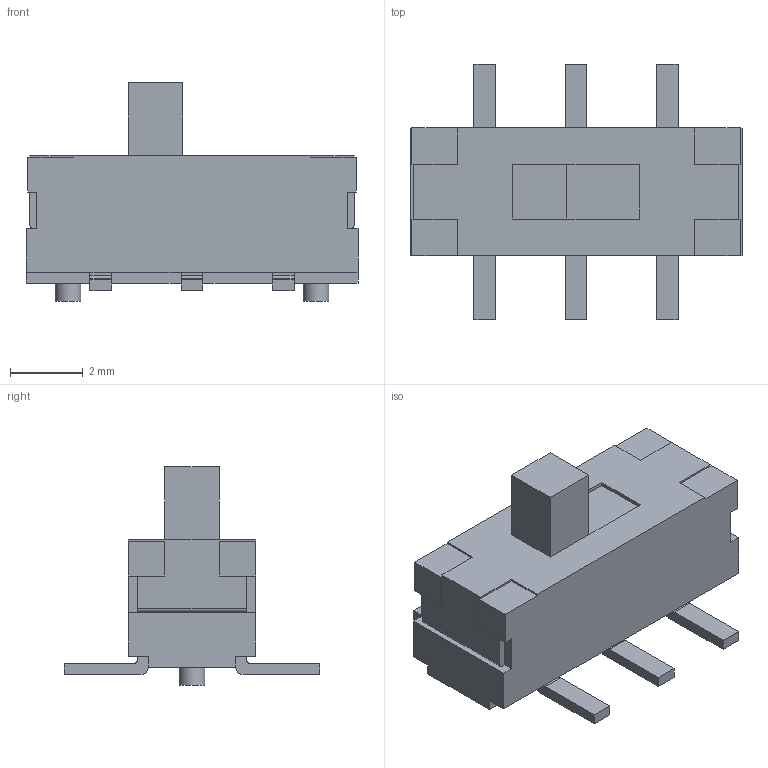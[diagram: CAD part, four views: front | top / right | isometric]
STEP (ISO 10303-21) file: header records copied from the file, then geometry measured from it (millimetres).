
FILE_DESCRIPTION(('HOOPS Exchange Step'),'2;1');
FILE_NAME('temp_export','2023-09-20T10:09:55+08:00',('lyan'),('Shapr3D Limited'),'HOOPS Exchange 2022.2','Shapr3D','Authorized');
FILE_SCHEMA( ('AUTOMOTIVE_DESIGN { 1 0 10303 214 1 1 1 1 }') );
Length unit declared in the file: millimetre
Products named in the file (2): PZ_Switch_SMD.stp; root
Assembly tree (1 placements, depth 2):
  root
    PZ_Switch_SMD.stp
Bounding box: 9.1 x 7 x 6 mm (x, y, z)
Volume: 114.1 mm3; surface area: 191.8 mm2
Topology: 1 solids, 1 shells, 129 faces, 356 edges, 232 vertices
Faces by surface type: plane 99, cylinder 30
Full cylindrical faces by diameter (mm): 0.7 x2
Entity records: 4177 total; most frequent: CARTESIAN_POINT 719, ORIENTED_EDGE 712, DIRECTION 680, EDGE_CURVE 356, VECTOR 294, LINE 294, VERTEX_POINT 232, AXIS2_PLACEMENT_3D 193
